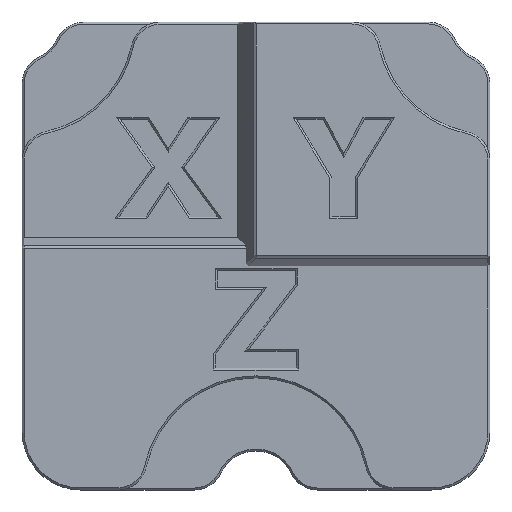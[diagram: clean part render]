
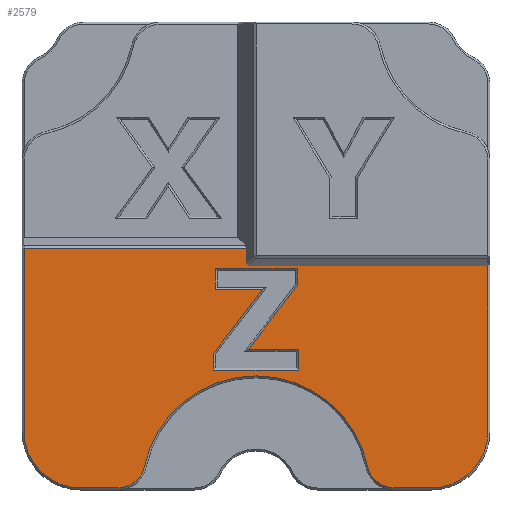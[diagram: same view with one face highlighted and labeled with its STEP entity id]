
A CAD part, top view. The second image highlights one B-rep face of the part: STEP entity #2579.
In plain terms, the highlighted planar face has unit normal (0, 0, 1).
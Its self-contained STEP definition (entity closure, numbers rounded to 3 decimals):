
#21=FACE_BOUND('',#348,.T.);
#71=CIRCLE('',#2782,5.8);
#72=CIRCLE('',#2783,2.8);
#73=CIRCLE('',#2784,11.7);
#74=CIRCLE('',#2785,2.8);
#75=CIRCLE('',#2786,5.8);
#186=FACE_OUTER_BOUND('',#347,.T.);
#347=EDGE_LOOP('',(#1857,#1858,#1859,#1860,#1861,#1862,#1863,#1864,#1865,
#1866,#1867,#1868,#1869));
#348=EDGE_LOOP('',(#1870,#1871,#1872,#1873,#1874,#1875,#1876,#1877,#1878,
#1879));
#521=LINE('',#3890,#822);
#525=LINE('',#3898,#826);
#528=LINE('',#3904,#829);
#531=LINE('',#3911,#832);
#535=LINE('',#3919,#836);
#539=LINE('',#3927,#840);
#542=LINE('',#3933,#843);
#544=LINE('',#3936,#845);
#547=LINE('',#3942,#848);
#550=LINE('',#3946,#851);
#562=LINE('',#3972,#863);
#563=LINE('',#3974,#864);
#564=LINE('',#3976,#865);
#565=LINE('',#3978,#866);
#566=LINE('',#3980,#867);
#567=LINE('',#3982,#868);
#568=LINE('',#3986,#869);
#569=LINE('',#3994,#870);
#822=VECTOR('',#3110,10.);
#826=VECTOR('',#3116,10.);
#829=VECTOR('',#3121,10.);
#832=VECTOR('',#3126,10.);
#836=VECTOR('',#3132,10.);
#840=VECTOR('',#3138,10.);
#843=VECTOR('',#3143,10.);
#845=VECTOR('',#3147,10.);
#848=VECTOR('',#3152,10.);
#851=VECTOR('',#3157,10.);
#863=VECTOR('',#3181,10.);
#864=VECTOR('',#3182,10.);
#865=VECTOR('',#3183,10.);
#866=VECTOR('',#3184,10.);
#867=VECTOR('',#3185,10.);
#868=VECTOR('',#3186,10.);
#869=VECTOR('',#3189,10.);
#870=VECTOR('',#3196,10.);
#1126=VERTEX_POINT('',#3888);
#1127=VERTEX_POINT('',#3889);
#1130=VERTEX_POINT('',#3897);
#1132=VERTEX_POINT('',#3903);
#1134=VERTEX_POINT('',#3909);
#1135=VERTEX_POINT('',#3910);
#1138=VERTEX_POINT('',#3918);
#1141=VERTEX_POINT('',#3926);
#1143=VERTEX_POINT('',#3932);
#1145=VERTEX_POINT('',#3941);
#1152=VERTEX_POINT('',#3970);
#1153=VERTEX_POINT('',#3971);
#1154=VERTEX_POINT('',#3973);
#1155=VERTEX_POINT('',#3975);
#1156=VERTEX_POINT('',#3977);
#1157=VERTEX_POINT('',#3979);
#1158=VERTEX_POINT('',#3981);
#1159=VERTEX_POINT('',#3983);
#1160=VERTEX_POINT('',#3985);
#1161=VERTEX_POINT('',#3987);
#1162=VERTEX_POINT('',#3989);
#1163=VERTEX_POINT('',#3991);
#1164=VERTEX_POINT('',#3993);
#1372=EDGE_CURVE('',#1126,#1127,#521,.T.);
#1376=EDGE_CURVE('',#1127,#1130,#525,.T.);
#1379=EDGE_CURVE('',#1130,#1132,#528,.T.);
#1382=EDGE_CURVE('',#1134,#1135,#531,.T.);
#1386=EDGE_CURVE('',#1135,#1138,#535,.T.);
#1390=EDGE_CURVE('',#1138,#1141,#539,.T.);
#1393=EDGE_CURVE('',#1141,#1143,#542,.T.);
#1395=EDGE_CURVE('',#1132,#1134,#544,.T.);
#1398=EDGE_CURVE('',#1143,#1145,#547,.T.);
#1401=EDGE_CURVE('',#1145,#1126,#550,.T.);
#1413=EDGE_CURVE('',#1152,#1153,#562,.T.);
#1414=EDGE_CURVE('',#1154,#1152,#563,.T.);
#1415=EDGE_CURVE('',#1155,#1154,#564,.F.);
#1416=EDGE_CURVE('',#1156,#1155,#565,.T.);
#1417=EDGE_CURVE('',#1157,#1156,#566,.T.);
#1418=EDGE_CURVE('',#1158,#1157,#567,.T.);
#1419=EDGE_CURVE('',#1159,#1158,#71,.T.);
#1420=EDGE_CURVE('',#1160,#1159,#568,.T.);
#1421=EDGE_CURVE('',#1161,#1160,#72,.T.);
#1422=EDGE_CURVE('',#1162,#1161,#73,.T.);
#1423=EDGE_CURVE('',#1163,#1162,#74,.T.);
#1424=EDGE_CURVE('',#1164,#1163,#569,.T.);
#1425=EDGE_CURVE('',#1153,#1164,#75,.T.);
#1857=ORIENTED_EDGE('',*,*,#1413,.F.);
#1858=ORIENTED_EDGE('',*,*,#1414,.F.);
#1859=ORIENTED_EDGE('',*,*,#1415,.F.);
#1860=ORIENTED_EDGE('',*,*,#1416,.F.);
#1861=ORIENTED_EDGE('',*,*,#1417,.F.);
#1862=ORIENTED_EDGE('',*,*,#1418,.F.);
#1863=ORIENTED_EDGE('',*,*,#1419,.F.);
#1864=ORIENTED_EDGE('',*,*,#1420,.F.);
#1865=ORIENTED_EDGE('',*,*,#1421,.F.);
#1866=ORIENTED_EDGE('',*,*,#1422,.F.);
#1867=ORIENTED_EDGE('',*,*,#1423,.F.);
#1868=ORIENTED_EDGE('',*,*,#1424,.F.);
#1869=ORIENTED_EDGE('',*,*,#1425,.F.);
#1870=ORIENTED_EDGE('',*,*,#1382,.F.);
#1871=ORIENTED_EDGE('',*,*,#1395,.F.);
#1872=ORIENTED_EDGE('',*,*,#1379,.F.);
#1873=ORIENTED_EDGE('',*,*,#1376,.F.);
#1874=ORIENTED_EDGE('',*,*,#1372,.F.);
#1875=ORIENTED_EDGE('',*,*,#1401,.F.);
#1876=ORIENTED_EDGE('',*,*,#1398,.F.);
#1877=ORIENTED_EDGE('',*,*,#1393,.F.);
#1878=ORIENTED_EDGE('',*,*,#1390,.F.);
#1879=ORIENTED_EDGE('',*,*,#1386,.F.);
#2453=PLANE('',#2781);
#2579=ADVANCED_FACE('',(#186,#21),#2453,.T.);
#2781=AXIS2_PLACEMENT_3D('',#3969,#3179,#3180);
#2782=AXIS2_PLACEMENT_3D('',#3984,#3187,#3188);
#2783=AXIS2_PLACEMENT_3D('',#3988,#3190,#3191);
#2784=AXIS2_PLACEMENT_3D('',#3990,#3192,#3193);
#2785=AXIS2_PLACEMENT_3D('',#3992,#3194,#3195);
#2786=AXIS2_PLACEMENT_3D('',#3995,#3197,#3198);
#3110=DIRECTION('',(-1.,0.,0.));
#3116=DIRECTION('',(0.,-1.,0.));
#3121=DIRECTION('',(1.,0.,0.));
#3126=DIRECTION('',(0.,-1.,0.));
#3132=DIRECTION('',(1.,0.,0.));
#3138=DIRECTION('',(0.,1.,0.));
#3143=DIRECTION('',(-1.,0.,0.));
#3147=DIRECTION('',(-0.607,-0.795,0.));
#3152=DIRECTION('',(0.607,0.795,0.));
#3157=DIRECTION('',(0.,1.,0.));
#3179=DIRECTION('center_axis',(0.,0.,1.));
#3180=DIRECTION('ref_axis',(1.,0.,0.));
#3181=DIRECTION('',(0.,-1.,0.));
#3182=DIRECTION('',(1.,0.,0.));
#3183=DIRECTION('',(-0.707,0.707,0.));
#3184=DIRECTION('',(0.,-1.,0.));
#3185=DIRECTION('',(1.,0.,0.));
#3186=DIRECTION('',(0.,1.,0.));
#3187=DIRECTION('center_axis',(0.,0.,-1.));
#3188=DIRECTION('ref_axis',(-0.707,-0.707,0.));
#3189=DIRECTION('',(-1.,0.,0.));
#3190=DIRECTION('center_axis',(0.,0.,-1.));
#3191=DIRECTION('ref_axis',(0.63,-0.777,0.));
#3192=DIRECTION('center_axis',(0.,0.,1.));
#3193=DIRECTION('ref_axis',(1.,0.,0.));
#3194=DIRECTION('center_axis',(0.,0.,-1.));
#3195=DIRECTION('ref_axis',(-0.63,-0.777,0.));
#3196=DIRECTION('',(-1.,0.,0.));
#3197=DIRECTION('center_axis',(0.,0.,-1.));
#3198=DIRECTION('ref_axis',(0.707,-0.707,0.));
#3888=CARTESIAN_POINT('',(4.237,-1.3,5.3));
#3889=CARTESIAN_POINT('',(-4.175,-1.3,5.3));
#3890=CARTESIAN_POINT('',(-1.988,-1.3,5.3));
#3897=CARTESIAN_POINT('',(-4.175,-3.41,5.3));
#3898=CARTESIAN_POINT('',(-4.175,-4.855,5.3));
#3903=CARTESIAN_POINT('',(0.674,-3.41,5.3));
#3904=CARTESIAN_POINT('',(0.539,-3.41,5.3));
#3909=CARTESIAN_POINT('',(-4.329,-9.969,5.3));
#3910=CARTESIAN_POINT('',(-4.329,-11.7,5.3));
#3911=CARTESIAN_POINT('',(-4.329,-9.,5.3));
#3918=CARTESIAN_POINT('',(4.329,-11.7,5.3));
#3919=CARTESIAN_POINT('',(2.065,-11.7,5.3));
#3926=CARTESIAN_POINT('',(4.329,-9.574,5.3));
#3927=CARTESIAN_POINT('',(4.329,-8.137,5.3));
#3932=CARTESIAN_POINT('',(-0.767,-9.574,5.3));
#3933=CARTESIAN_POINT('',(-0.586,-9.574,5.3));
#3936=CARTESIAN_POINT('',(-2.676,-7.802,5.3));
#3941=CARTESIAN_POINT('',(4.237,-3.016,5.3));
#3942=CARTESIAN_POINT('',(2.597,-5.166,5.3));
#3946=CARTESIAN_POINT('',(4.237,-4.,5.3));
#3969=CARTESIAN_POINT('Origin',(0.,-6.5,5.3));
#3970=CARTESIAN_POINT('',(23.8,-1.013,5.3));
#3971=CARTESIAN_POINT('',(23.8,-18.,5.3));
#3972=CARTESIAN_POINT('',(23.8,-15.25,5.3));
#3973=CARTESIAN_POINT('',(-0.801,-1.013,5.3));
#3974=CARTESIAN_POINT('',(12.,-1.013,5.3));
#3975=CARTESIAN_POINT('',(-1.013,-0.801,5.3));
#3976=CARTESIAN_POINT('',(0.718,-2.532,5.3));
#3977=CARTESIAN_POINT('',(-1.013,0.813,5.3));
#3978=CARTESIAN_POINT('',(-1.013,-11.075,5.3));
#3979=CARTESIAN_POINT('',(-23.8,0.813,5.3));
#3980=CARTESIAN_POINT('',(-12.,0.813,5.3));
#3981=CARTESIAN_POINT('',(-23.8,-18.,5.3));
#3982=CARTESIAN_POINT('',(-23.8,6.75,5.3));
#3983=CARTESIAN_POINT('',(-18.,-23.8,5.3));
#3984=CARTESIAN_POINT('Origin',(-18.,-18.,5.3));
#3985=CARTESIAN_POINT('',(-14.186,-23.8,5.3));
#3986=CARTESIAN_POINT('',(-12.,-23.8,5.3));
#3987=CARTESIAN_POINT('',(-11.447,-21.579,5.3));
#3988=CARTESIAN_POINT('Origin',(-14.186,-21.,5.3));
#3989=CARTESIAN_POINT('',(11.447,-21.579,5.3));
#3990=CARTESIAN_POINT('Origin',(0.,-24.,
5.3));
#3991=CARTESIAN_POINT('',(14.186,-23.8,5.3));
#3992=CARTESIAN_POINT('Origin',(14.186,-21.,5.3));
#3993=CARTESIAN_POINT('',(18.,-23.8,5.3));
#3994=CARTESIAN_POINT('',(-12.,-23.8,5.3));
#3995=CARTESIAN_POINT('Origin',(18.,-18.,5.3));
